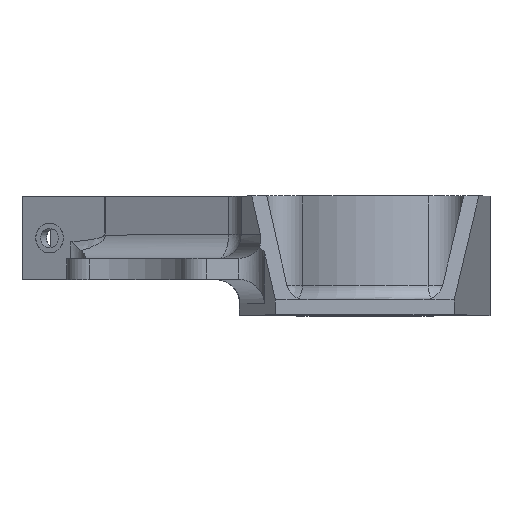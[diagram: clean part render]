
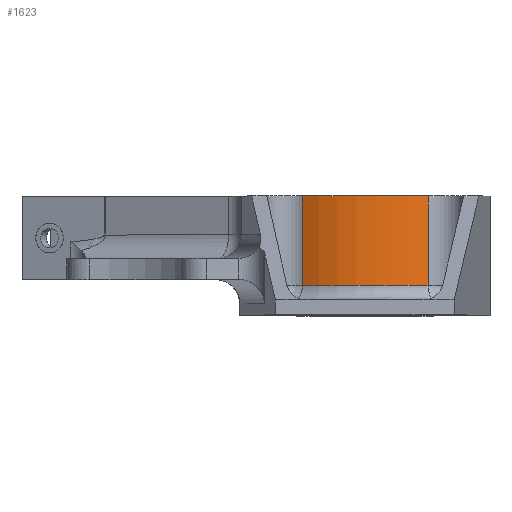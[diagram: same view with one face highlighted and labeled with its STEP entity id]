
A CAD part, top view. The second image highlights one B-rep face of the part: STEP entity #1623.
In plain terms, the highlighted cylindrical face has radius 42 mm (diameter 84 mm), a partial arc.
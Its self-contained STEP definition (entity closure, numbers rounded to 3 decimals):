
#527=CARTESIAN_POINT('Vertex',(21.227,23.,36.241)) ;
#547=CARTESIAN_POINT('Axis2P3D Location',(0.,23.,0.)) ;
#551=CARTESIAN_POINT('Vertex',(-20.933,23.,36.412)) ;
#1585=CARTESIAN_POINT('Vertex',(21.227,53.,36.241)) ;
#1588=CARTESIAN_POINT('Line Origine',(21.227,35.5,36.241)) ;
#1600=CARTESIAN_POINT('Axis2P3D Location',(0.,32.39,0.)) ;
#1605=CARTESIAN_POINT('Axis2P3D Location',(0.,53.,0.)) ;
#1609=CARTESIAN_POINT('Vertex',(-20.933,53.,36.412)) ;
#1612=CARTESIAN_POINT('Line Origine',(-20.933,32.39,36.412)) ;
#548=DIRECTION('Axis2P3D Direction',(0.,1.,0.)) ;
#1589=DIRECTION('Vector Direction',(0.,1.,0.)) ;
#1601=DIRECTION('Axis2P3D Direction',(0.,1.,-0.)) ;
#1602=DIRECTION('Axis2P3D XDirection',(-0.831,0.,0.556)) ;
#1606=DIRECTION('Axis2P3D Direction',(0.,1.,-0.)) ;
#1613=DIRECTION('Vector Direction',(0.,1.,0.)) ;
#549=AXIS2_PLACEMENT_3D('Circle Axis2P3D',#547,#548,$) ;
#1603=AXIS2_PLACEMENT_3D('Cylinder Axis2P3D',#1600,#1601,#1602) ;
#1607=AXIS2_PLACEMENT_3D('Circle Axis2P3D',#1605,#1606,$) ;
#1618=ORIENTED_EDGE('',*,*,#1592,.T.) ;
#1619=ORIENTED_EDGE('',*,*,#1611,.T.) ;
#1620=ORIENTED_EDGE('',*,*,#1616,.F.) ;
#1621=ORIENTED_EDGE('',*,*,#553,.F.) ;
#1590=VECTOR('Line Direction',#1589,1.) ;
#1614=VECTOR('Line Direction',#1613,1.) ;
#1623=ADVANCED_FACE('Corps principal',(#1622),#1604,.T.) ;
#550=CIRCLE('generated circle',#549,42.) ;
#1608=CIRCLE('generated circle',#1607,42.) ;
#1604=CYLINDRICAL_SURFACE('generated cylinder',#1603,42.) ;
#553=EDGE_CURVE('',#528,#552,#550,.F.) ;
#1592=EDGE_CURVE('',#528,#1586,#1591,.T.) ;
#1611=EDGE_CURVE('',#1586,#1610,#1608,.F.) ;
#1616=EDGE_CURVE('',#552,#1610,#1615,.T.) ;
#1617=EDGE_LOOP('',(#1618,#1619,#1620,#1621)) ;
#1622=FACE_OUTER_BOUND('',#1617,.T.) ;
#1591=LINE('Line',#1588,#1590) ;
#1615=LINE('Line',#1612,#1614) ;
#528=VERTEX_POINT('',#527) ;
#552=VERTEX_POINT('',#551) ;
#1586=VERTEX_POINT('',#1585) ;
#1610=VERTEX_POINT('',#1609) ;
